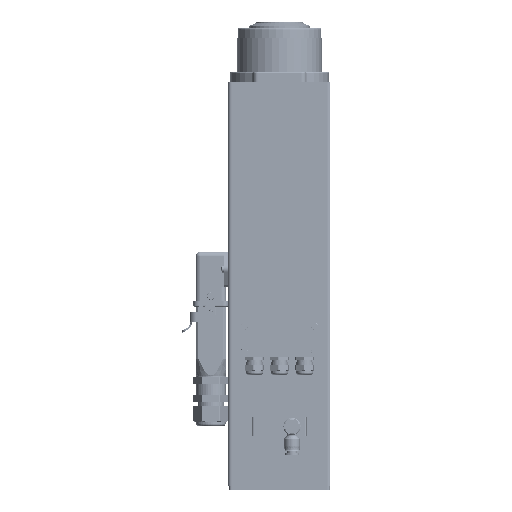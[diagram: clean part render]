
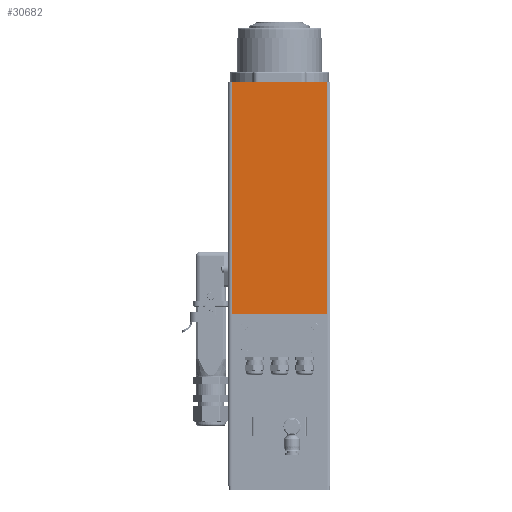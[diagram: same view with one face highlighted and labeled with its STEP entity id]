
A CAD part, front view. The second image highlights one B-rep face of the part: STEP entity #30682.
In plain terms, the highlighted planar face has unit normal (0, -1, 0).
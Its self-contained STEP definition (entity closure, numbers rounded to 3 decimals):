
#577 = FACE_OUTER_BOUND ( 'NONE', #103878, .T. ) ;
#7110 = EDGE_CURVE ( 'NONE', #8739, #124926, #73906, .T. ) ;
#8417 = DIRECTION ( 'NONE',  ( 0., 0., 1. ) ) ;
#8739 = VERTEX_POINT ( 'NONE', #48903 ) ;
#13996 = CARTESIAN_POINT ( 'NONE',  ( -38., -46.5, 92.25 ) ) ;
#20733 = CARTESIAN_POINT ( 'NONE',  ( 41., -46.5, -92.25 ) ) ;
#22240 = ORIENTED_EDGE ( 'NONE', *, *, #103236, .T. ) ;
#27076 = DIRECTION ( 'NONE',  ( 0., 0., 1. ) ) ;
#30068 = VECTOR ( 'NONE', #84208, 1000. ) ;
#30682 = ADVANCED_FACE ( 'NONE', ( #577 ), #148036, .F. ) ;
#32758 = DIRECTION ( 'NONE',  ( 1., 0., 0. ) ) ;
#42348 = AXIS2_PLACEMENT_3D ( 'NONE', #121916, #76416, #27076 ) ;
#45186 = EDGE_CURVE ( 'NONE', #142426, #8739, #116546, .T. ) ;
#45655 = EDGE_CURVE ( 'NONE', #142426, #92045, #152004, .T. ) ;
#45973 = VECTOR ( 'NONE', #8417, 1000. ) ;
#48903 = CARTESIAN_POINT ( 'NONE',  ( -38., -46.5, -92.25 ) ) ;
#52847 = VECTOR ( 'NONE', #62263, 1000. ) ;
#59523 = CARTESIAN_POINT ( 'NONE',  ( 41., -46.5, 92.25 ) ) ;
#62263 = DIRECTION ( 'NONE',  ( 0., 0., -1. ) ) ;
#68169 = VECTOR ( 'NONE', #32758, 1000. ) ;
#73906 = LINE ( 'NONE', #20733, #68169 ) ;
#76416 = DIRECTION ( 'NONE',  ( 0., 1., 0. ) ) ;
#84208 = DIRECTION ( 'NONE',  ( 1., 0., 0. ) ) ;
#90312 = ORIENTED_EDGE ( 'NONE', *, *, #7110, .T. ) ;
#92045 = VERTEX_POINT ( 'NONE', #100998 ) ;
#92811 = ORIENTED_EDGE ( 'NONE', *, *, #45655, .F. ) ;
#100998 = CARTESIAN_POINT ( 'NONE',  ( 38., -46.5, 92.25 ) ) ;
#103236 = EDGE_CURVE ( 'NONE', #124926, #92045, #141463, .T. ) ;
#103878 = EDGE_LOOP ( 'NONE', ( #92811, #107531, #90312, #22240 ) ) ;
#107531 = ORIENTED_EDGE ( 'NONE', *, *, #45186, .T. ) ;
#116546 = LINE ( 'NONE', #13996, #52847 ) ;
#118422 = CARTESIAN_POINT ( 'NONE',  ( 38., -46.5, 92.25 ) ) ;
#121916 = CARTESIAN_POINT ( 'NONE',  ( 41., -46.5, 92.25 ) ) ;
#124926 = VERTEX_POINT ( 'NONE', #141181 ) ;
#141181 = CARTESIAN_POINT ( 'NONE',  ( 38., -46.5, -92.25 ) ) ;
#141463 = LINE ( 'NONE', #118422, #45973 ) ;
#142426 = VERTEX_POINT ( 'NONE', #142623 ) ;
#142623 = CARTESIAN_POINT ( 'NONE',  ( -38., -46.5, 92.25 ) ) ;
#148036 = PLANE ( 'NONE',  #42348 ) ;
#152004 = LINE ( 'NONE', #59523, #30068 ) ;
